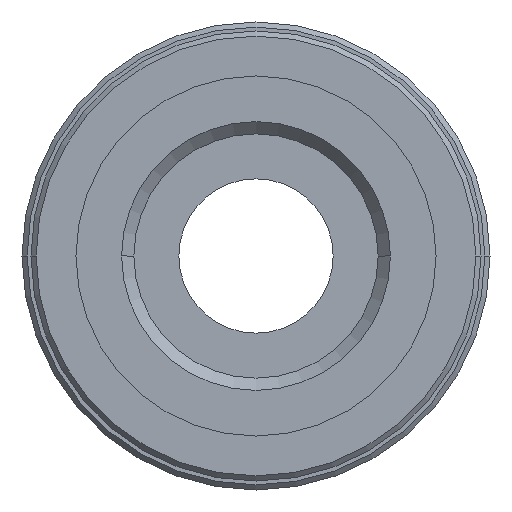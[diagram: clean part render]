
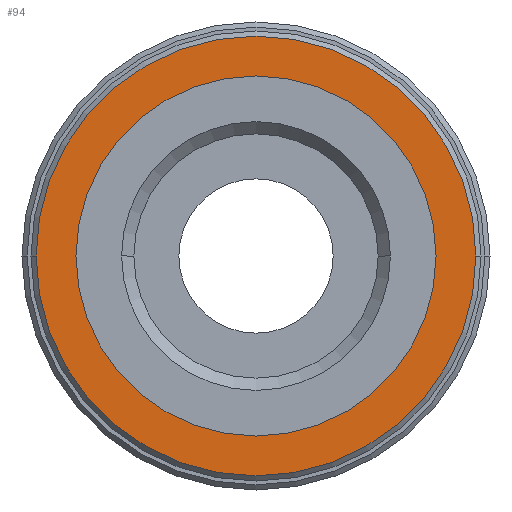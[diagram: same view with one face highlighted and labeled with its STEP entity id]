
A CAD part, front view. The second image highlights one B-rep face of the part: STEP entity #94.
In plain terms, the highlighted planar face has unit normal (0, -1, 0).
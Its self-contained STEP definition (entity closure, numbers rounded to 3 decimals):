
#94=ADVANCED_FACE('',(#236,#237),#238,.T.);
#236=FACE_BOUND('',#435,.T.);
#237=FACE_OUTER_BOUND('',#436,.T.);
#238=PLANE('',#437);
#435=EDGE_LOOP('',(#654,#655));
#436=EDGE_LOOP('',(#656,#657));
#437=AXIS2_PLACEMENT_3D('',#658,#659,#660);
#654=ORIENTED_EDGE('',*,*,#1127,.T.);
#655=ORIENTED_EDGE('',*,*,#1128,.T.);
#656=ORIENTED_EDGE('',*,*,#1102,.F.);
#657=ORIENTED_EDGE('',*,*,#1129,.F.);
#658=CARTESIAN_POINT('',(4.275,0.1,0.0));
#659=DIRECTION('',(0.,-1.0,0.0));
#660=DIRECTION('',(-1.0,0.,0.0));
#1102=EDGE_CURVE('',#1285,#1288,#1289,.T.);
#1127=EDGE_CURVE('',#1332,#1333,#1334,.T.);
#1128=EDGE_CURVE('',#1333,#1332,#1335,.T.);
#1129=EDGE_CURVE('',#1288,#1285,#1336,.T.);
#1285=VERTEX_POINT('',#1545);
#1288=VERTEX_POINT('',#1549);
#1289=CIRCLE('',#1550,8.55);
#1332=VERTEX_POINT('',#1600);
#1333=VERTEX_POINT('',#1601);
#1334=CIRCLE('',#1602,7.0);
#1335=CIRCLE('',#1603,7.0);
#1336=CIRCLE('',#1604,8.55);
#1545=CARTESIAN_POINT('',(8.55,0.1,0.0));
#1549=CARTESIAN_POINT('',(-8.55,0.1,0.));
#1550=AXIS2_PLACEMENT_3D('',#1849,#1850,#1851);
#1600=CARTESIAN_POINT('',(-7.0,0.1,0.));
#1601=CARTESIAN_POINT('',(7.0,0.1,0.));
#1602=AXIS2_PLACEMENT_3D('',#1895,#1896,#1897);
#1603=AXIS2_PLACEMENT_3D('',#1898,#1899,#1900);
#1604=AXIS2_PLACEMENT_3D('',#1901,#1902,#1903);
#1849=CARTESIAN_POINT('',(0.0,0.1,0.0));
#1850=DIRECTION('',(-0.0,1.0,0.0));
#1851=DIRECTION('',(1.0,0.0,0.0));
#1895=CARTESIAN_POINT('',(0.0,0.1,0.0));
#1896=DIRECTION('',(0.,1.0,0.0));
#1897=DIRECTION('',(1.0,0.,0.0));
#1898=CARTESIAN_POINT('',(0.0,0.1,0.0));
#1899=DIRECTION('',(0.,1.0,0.0));
#1900=DIRECTION('',(1.0,0.,0.0));
#1901=CARTESIAN_POINT('',(0.0,0.1,0.0));
#1902=DIRECTION('',(-0.0,1.0,0.0));
#1903=DIRECTION('',(1.0,0.0,0.0));
